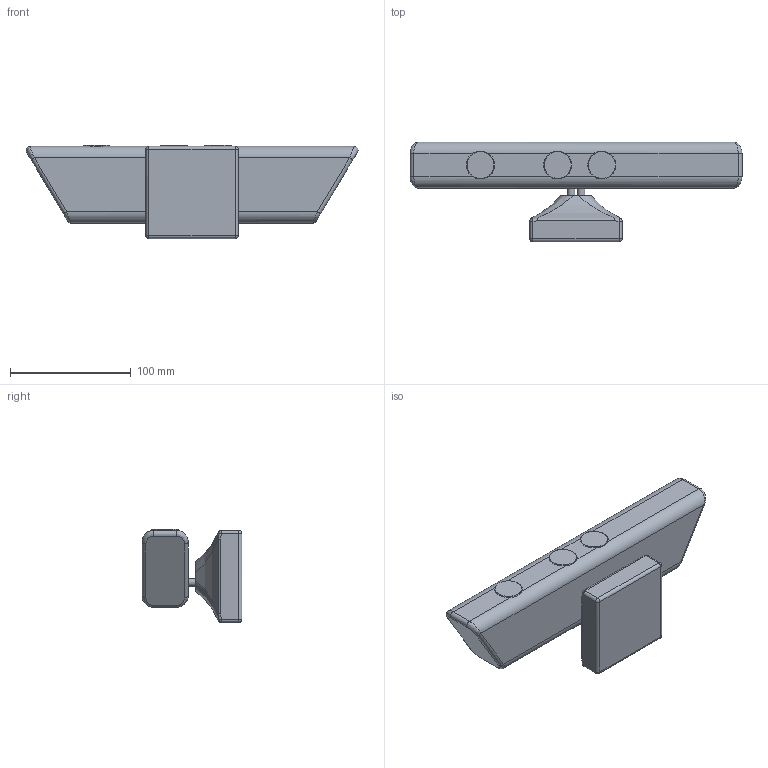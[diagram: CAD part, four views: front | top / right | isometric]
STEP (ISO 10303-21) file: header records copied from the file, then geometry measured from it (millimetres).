
FILE_DESCRIPTION((''),'2;1');
FILE_NAME('Sensors_Microsoft_Kinect.stp','2012-01-27T08:41:33',('campbeki'),(''),'Autodesk Inventor 2012','Autodesk Inventor 2012','');
FILE_SCHEMA(('AUTOMOTIVE_DESIGN { 1 0 10303 214 1 1 1 1 }'));
Length unit declared in the file: inch
Products named in the file (1): Sensors_Microsoft_Kinect
Bounding box: 274.53 x 82.55 x 76.99 mm (x, y, z)
Volume: 718547.1 mm3; surface area: 67947.3 mm2
Topology: 1 solids, 1 shells, 91 faces, 204 edges, 116 vertices
Faces by surface type: cylinder 33, bspline 26, plane 18, sphere 8, torus 6
Full cylindrical faces by diameter (mm): 6.35 x2, 22.225 x3
Entity records: 3221 total; most frequent: CARTESIAN_POINT 1316, ORIENTED_EDGE 386, DIRECTION 380, EDGE_CURVE 193, AXIS2_PLACEMENT_3D 161, VERTEX_POINT 111, EDGE_LOOP 100, FACE_OUTER_BOUND 91
